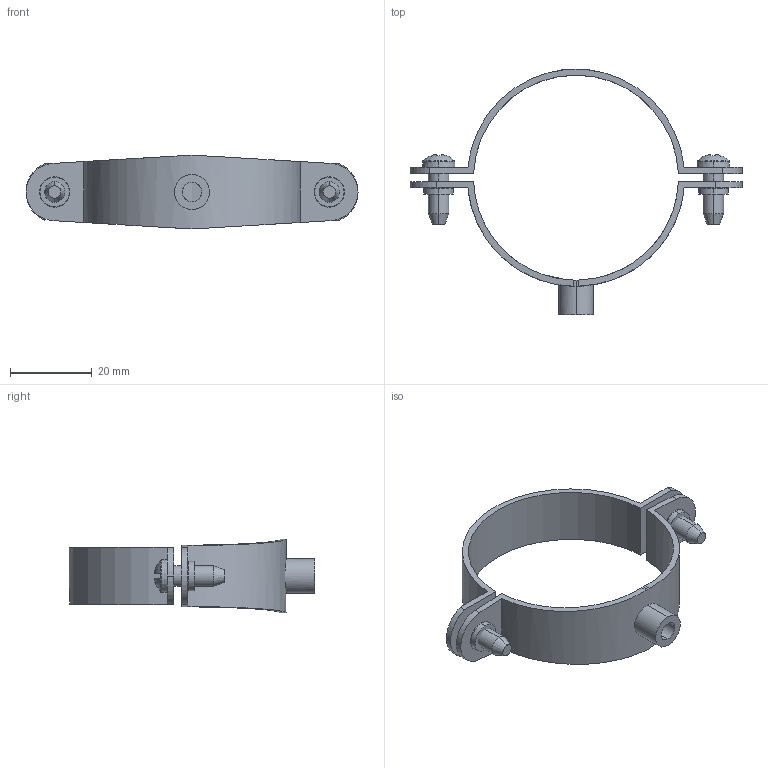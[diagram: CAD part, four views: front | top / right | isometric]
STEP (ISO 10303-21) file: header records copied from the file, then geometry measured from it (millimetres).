
FILE_DESCRIPTION((''),'2;1');
FILE_NAME('1360507_ASM','2014-06-03T',('AndreasKeweloh'),(''),'PRO/ENGINEER BY PARAMETRIC TECHNOLOGY CORPORATION, 2014000','PRO/ENGINEER BY PARAMETRIC TECHNOLOGY CORPORATION, 2014000','');
FILE_SCHEMA(('CONFIG_CONTROL_DESIGN'));
Length unit declared in the file: millimetre
Products named in the file (4): BW001_M5_X_14; BB013-24-02_STANDARD; BB013-24-01_STANDARD; 1360507_ASM
Assembly tree (4 placements, depth 2):
  1360507_ASM
    BW001_M5_X_14  x2
    BB013-24-02_STANDARD
    BB013-24-01_STANDARD
Bounding box: 81 x 60 x 17.98 mm (x, y, z)
Volume: 5478.5 mm3; surface area: 7933.6 mm2
Topology: 4 solids, 4 shells, 353 faces, 928 edges, 601 vertices
Faces by surface type: bspline 135, plane 126, cylinder 52, cone 20, torus 16, sphere 4
Entity records: 17657 total; most frequent: CARTESIAN_POINT 10935, ORIENTED_EDGE 1584, DIRECTION 1015, EDGE_CURVE 792, VERTEX_POINT 520, AXIS2_PLACEMENT_3D 344, VECTOR 327, LINE 327
